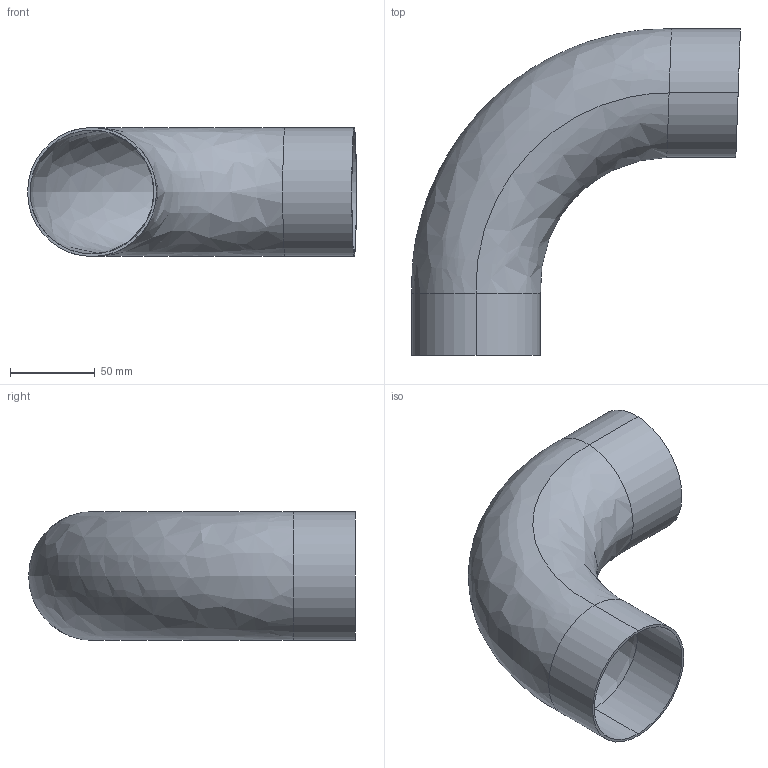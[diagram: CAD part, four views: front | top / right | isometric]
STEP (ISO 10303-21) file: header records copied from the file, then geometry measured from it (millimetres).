
FILE_DESCRIPTION (( 'STEP AP203' ), '1' );
FILE_NAME ('3.0 inch 90 degree.STEP', '2025-07-28T09:00:22', ( '' ), ( '' ), 'SwSTEP 2.0', 'SolidWorks 2024', '' );
FILE_SCHEMA (( 'CONFIG_CONTROL_DESIGN' ));
Length unit declared in the file: millimetre
Products named in the file (1): 3.0 inch 90 degree
Bounding box: 194.39 x 193.08 x 76.2 mm (x, y, z)
Volume: 91877.4 mm3; surface area: 123164.8 mm2
Topology: 1 solids, 1 shells, 14 faces, 28 edges, 16 vertices
Faces by surface type: bspline 8, cylinder 4, plane 2
Entity records: 8462 total; most frequent: CARTESIAN_POINT 8140, ORIENTED_EDGE 56, DIRECTION 38, EDGE_CURVE 28, AXIS2_PLACEMENT_3D 17, VERTEX_POINT 16, EDGE_LOOP 16, FACE_OUTER_BOUND 14
